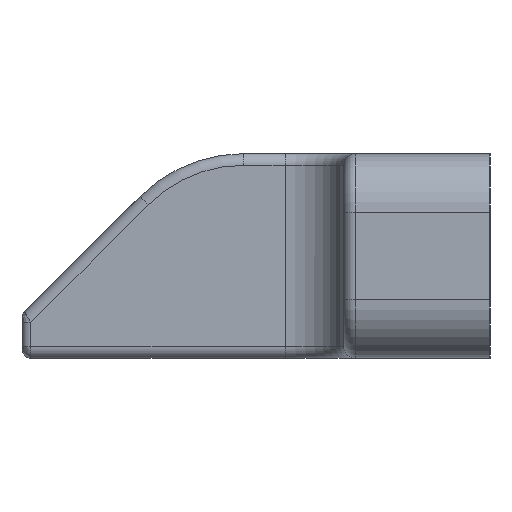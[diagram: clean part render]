
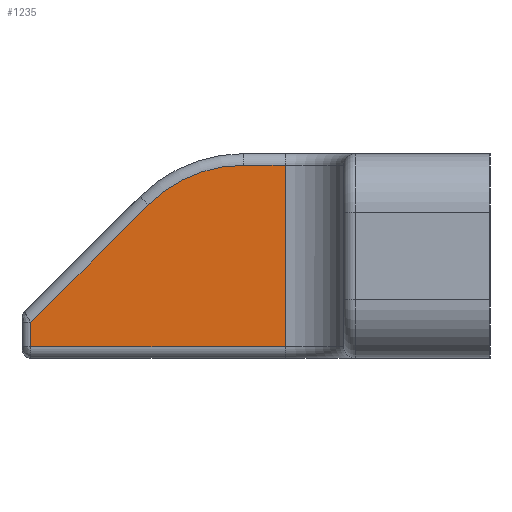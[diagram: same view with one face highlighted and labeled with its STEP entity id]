
A CAD part, left-side view. The second image highlights one B-rep face of the part: STEP entity #1235.
In plain terms, the highlighted planar face has unit normal (-1, 0, 0).
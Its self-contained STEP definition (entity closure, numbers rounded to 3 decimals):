
#25=PLANE('',#1344);
#85=FACE_OUTER_BOUND('',#167,.T.);
#167=EDGE_LOOP('',(#839,#840,#841,#842,#843,#844));
#252=LINE('',#2033,#332);
#255=LINE('',#2060,#335);
#256=LINE('',#2063,#336);
#257=LINE('',#2065,#337);
#258=LINE('',#2068,#338);
#332=VECTOR('',#1532,10.);
#335=VECTOR('',#1553,10.);
#336=VECTOR('',#1556,10.);
#337=VECTOR('',#1557,10.);
#338=VECTOR('',#1560,10.);
#423=CIRCLE('',#1345,4.6);
#515=VERTEX_POINT('',#2024);
#517=VERTEX_POINT('',#2030);
#524=VERTEX_POINT('',#2058);
#525=VERTEX_POINT('',#2062);
#526=VERTEX_POINT('',#2064);
#527=VERTEX_POINT('',#2066);
#631=EDGE_CURVE('',#515,#517,#252,.T.);
#641=EDGE_CURVE('',#517,#524,#255,.T.);
#642=EDGE_CURVE('',#524,#525,#256,.T.);
#643=EDGE_CURVE('',#525,#526,#257,.T.);
#644=EDGE_CURVE('',#526,#527,#423,.T.);
#645=EDGE_CURVE('',#527,#515,#258,.T.);
#839=ORIENTED_EDGE('',*,*,#631,.T.);
#840=ORIENTED_EDGE('',*,*,#641,.T.);
#841=ORIENTED_EDGE('',*,*,#642,.T.);
#842=ORIENTED_EDGE('',*,*,#643,.T.);
#843=ORIENTED_EDGE('',*,*,#644,.T.);
#844=ORIENTED_EDGE('',*,*,#645,.T.);
#1235=ADVANCED_FACE('',(#85),#25,.F.);
#1344=AXIS2_PLACEMENT_3D('',#2061,#1554,#1555);
#1345=AXIS2_PLACEMENT_3D('',#2067,#1558,#1559);
#1532=DIRECTION('',(0.,0.,-1.));
#1553=DIRECTION('',(0.,-1.,0.));
#1554=DIRECTION('center_axis',(1.,0.,0.));
#1555=DIRECTION('ref_axis',(0.,1.,0.));
#1556=DIRECTION('',(0.,0.,1.));
#1557=DIRECTION('',(0.,1.,0.));
#1558=DIRECTION('center_axis',(-1.,0.,0.));
#1559=DIRECTION('ref_axis',(0.,0.383,0.924));
#1560=DIRECTION('',(0.,0.707,-0.707));
#2024=CARTESIAN_POINT('',(-14.,10.7,1.234));
#2030=CARTESIAN_POINT('',(-14.,10.7,0.4));
#2033=CARTESIAN_POINT('',(-14.,10.7,0.));
#2058=CARTESIAN_POINT('',(-14.,2.,0.4));
#2060=CARTESIAN_POINT('',(-14.,2.75,0.4));
#2061=CARTESIAN_POINT('Origin',(-14.,0.,0.));
#2062=CARTESIAN_POINT('',(-14.,2.,6.6));
#2063=CARTESIAN_POINT('',(-14.,2.,0.));
#2064=CARTESIAN_POINT('',(-14.,3.429,6.6));
#2065=CARTESIAN_POINT('',(-14.,-1.25,6.6));
#2066=CARTESIAN_POINT('',(-14.,6.682,5.253));
#2067=CARTESIAN_POINT('Origin',(-14.,3.429,2.));
#2068=CARTESIAN_POINT('',(-14.,6.967,4.967));
